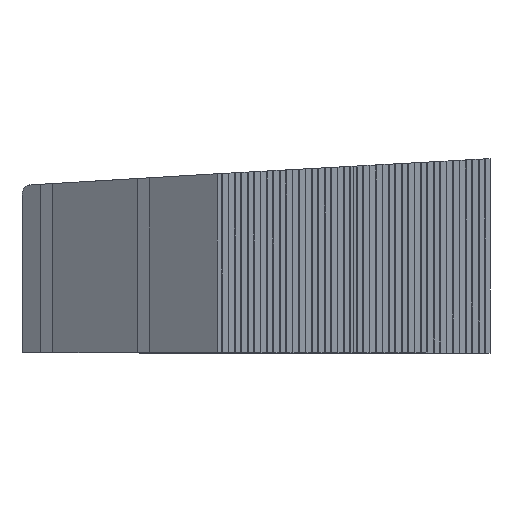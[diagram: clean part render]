
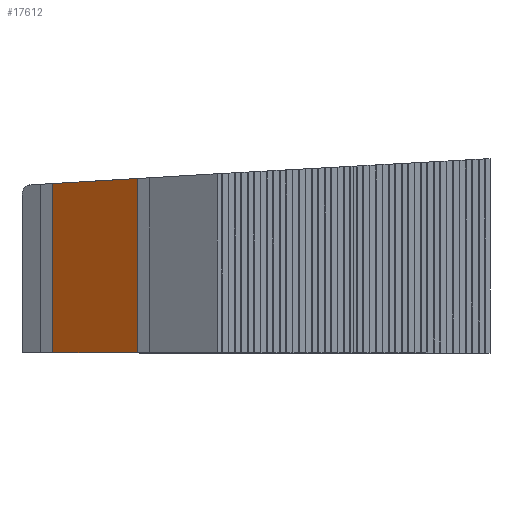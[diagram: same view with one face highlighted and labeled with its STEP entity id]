
A CAD part, top view. The second image highlights one B-rep face of the part: STEP entity #17612.
In plain terms, the highlighted planar face has unit normal (-0.609, 0, 0.793).
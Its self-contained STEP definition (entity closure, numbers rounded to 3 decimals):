
#17435 = VERTEX_POINT('',#17436);
#17436 = CARTESIAN_POINT('',(11056.924,0.,3921.015));
#17445 = PLANE('',#17446);
#17446 = AXIS2_PLACEMENT_3D('',#17447,#17448,#17449);
#17447 = CARTESIAN_POINT('',(10948.006,22.278,
    3853.699));
#17448 = DIRECTION('',(-0.526,0.,0.851)
  );
#17449 = DIRECTION('',(0.851,0.,0.526));
#17456 = PLANE('',#17457);
#17457 = AXIS2_PLACEMENT_3D('',#17458,#17459,#17460);
#17458 = CARTESIAN_POINT('',(0.,0.,-7500.));
#17459 = DIRECTION('',(0.,-1.,-0.));
#17460 = DIRECTION('',(1.,0.,0.));
#17494 = VERTEX_POINT('',#17495);
#17495 = CARTESIAN_POINT('',(11056.924,559.661,
    3921.015));
#17508 = PLANE('',#17509);
#17509 = AXIS2_PLACEMENT_3D('',#17510,#17511,#17512);
#17510 = CARTESIAN_POINT('',(4.895,-84.046,0.));
#17511 = DIRECTION('',(0.058,-0.998,0.));
#17512 = DIRECTION('',(0.,0.,-1.));
#17519 = EDGE_CURVE('',#17435,#17494,#17520,.T.);
#17520 = SURFACE_CURVE('',#17521,(#17525,#17531),.PCURVE_S1.);
#17521 = LINE('',#17522,#17523);
#17522 = CARTESIAN_POINT('',(11056.924,1.04,
    3921.015));
#17523 = VECTOR('',#17524,1.);
#17524 = DIRECTION('',(0.,1.,0.));
#17525 = PCURVE('',#17445,#17526);
#17526 = DEFINITIONAL_REPRESENTATION('',(#17527),#17530);
#17527 = B_SPLINE_CURVE_WITH_KNOTS('',1,(#17528,#17529),.UNSPECIFIED.,
  .F.,.F.,(2,2),(-648.253,702.876),
  .PIECEWISE_BEZIER_KNOTS.);
#17528 = CARTESIAN_POINT('',(128.04,-669.49));
#17529 = CARTESIAN_POINT('',(128.04,681.639));
#17530 = ( GEOMETRIC_REPRESENTATION_CONTEXT(2) 
PARAMETRIC_REPRESENTATION_CONTEXT() REPRESENTATION_CONTEXT('2D SPACE',''
  ) );
#17531 = PCURVE('',#17532,#17537);
#17532 = PLANE('',#17533);
#17533 = AXIS2_PLACEMENT_3D('',#17534,#17535,#17536);
#17534 = CARTESIAN_POINT('',(-6932.039,-20.197,
    -9874.187));
#17535 = DIRECTION('',(0.609,0.,-0.794));
#17536 = DIRECTION('',(0.,-1.,0.));
#17537 = DEFINITIONAL_REPRESENTATION('',(#17538),#17541);
#17538 = B_SPLINE_CURVE_WITH_KNOTS('',1,(#17539,#17540),.UNSPECIFIED.,
  .F.,.F.,(2,2),(-648.253,702.876),
  .PIECEWISE_BEZIER_KNOTS.);
#17539 = CARTESIAN_POINT('',(627.016,-22669.591));
#17540 = CARTESIAN_POINT('',(-724.113,-22669.591));
#17541 = ( GEOMETRIC_REPRESENTATION_CONTEXT(2) 
PARAMETRIC_REPRESENTATION_CONTEXT() REPRESENTATION_CONTEXT('2D SPACE',''
  ) );
#17546 = EDGE_CURVE('',#17547,#17435,#17549,.T.);
#17547 = VERTEX_POINT('',#17548);
#17548 = CARTESIAN_POINT('',(11336.541,0.,4135.445));
#17549 = SURFACE_CURVE('',#17550,(#17554,#17560),.PCURVE_S1.);
#17550 = LINE('',#17551,#17552);
#17551 = CARTESIAN_POINT('',(-4176.297,0.,
    -7760.89));
#17552 = VECTOR('',#17553,1.);
#17553 = DIRECTION('',(-0.794,0.,-0.609));
#17554 = PCURVE('',#17456,#17555);
#17555 = DEFINITIONAL_REPRESENTATION('',(#17556),#17559);
#17556 = B_SPLINE_CURVE_WITH_KNOTS('',1,(#17557,#17558),.UNSPECIFIED.,
  .F.,.F.,(2,2),(-19584.429,-19161.584),
  .PIECEWISE_BEZIER_KNOTS.);
#17557 = CARTESIAN_POINT('',(11364.502,11656.888));
#17558 = CARTESIAN_POINT('',(11028.962,11399.572));
#17559 = ( GEOMETRIC_REPRESENTATION_CONTEXT(2) 
PARAMETRIC_REPRESENTATION_CONTEXT() REPRESENTATION_CONTEXT('2D SPACE',''
  ) );
#17560 = PCURVE('',#17532,#17561);
#17561 = DEFINITIONAL_REPRESENTATION('',(#17562),#17565);
#17562 = B_SPLINE_CURVE_WITH_KNOTS('',1,(#17563,#17564),.UNSPECIFIED.,
  .F.,.F.,(2,2),(-19584.429,-19161.584),
  .PIECEWISE_BEZIER_KNOTS.);
#17563 = CARTESIAN_POINT('',(-20.197,-23057.2));
#17564 = CARTESIAN_POINT('',(-20.197,-22634.354));
#17565 = ( GEOMETRIC_REPRESENTATION_CONTEXT(2) 
PARAMETRIC_REPRESENTATION_CONTEXT() REPRESENTATION_CONTEXT('2D SPACE',''
  ) );
#17602 = PLANE('',#17603);
#17603 = AXIS2_PLACEMENT_3D('',#17604,#17605,#17606);
#17604 = CARTESIAN_POINT('',(10929.395,22.278,
    3883.812));
#17605 = DIRECTION('',(-0.526,0.,0.851)
  );
#17606 = DIRECTION('',(0.851,0.,0.526));
#17612 = ADVANCED_FACE('',(#17613),#17532,.F.);
#17613 = FACE_BOUND('',#17614,.F.);
#17614 = EDGE_LOOP('',(#17615,#17636,#17655,#17656));
#17615 = ORIENTED_EDGE('',*,*,#17616,.F.);
#17616 = EDGE_CURVE('',#17617,#17494,#17619,.T.);
#17617 = VERTEX_POINT('',#17618);
#17618 = CARTESIAN_POINT('',(11336.541,575.947,
    4135.445));
#17619 = SURFACE_CURVE('',#17620,(#17624,#17630),.PCURVE_S1.);
#17620 = LINE('',#17621,#17622);
#17621 = CARTESIAN_POINT('',(-2357.707,-221.651,
    -6366.267));
#17622 = VECTOR('',#17623,1.);
#17623 = DIRECTION('',(-0.793,-0.046,
    -0.608));
#17624 = PCURVE('',#17532,#17625);
#17625 = DEFINITIONAL_REPRESENTATION('',(#17626),#17629);
#17626 = B_SPLINE_CURVE_WITH_KNOTS('',1,(#17627,#17628),.UNSPECIFIED.,
  .F.,.F.,(2,2),(-18108.184,-16598.73),
  .PIECEWISE_BEZIER_KNOTS.);
#17627 = CARTESIAN_POINT('',(-634.572,-23853.423));
#17628 = CARTESIAN_POINT('',(-564.883,-22345.578));
#17629 = ( GEOMETRIC_REPRESENTATION_CONTEXT(2) 
PARAMETRIC_REPRESENTATION_CONTEXT() REPRESENTATION_CONTEXT('2D SPACE',''
  ) );
#17630 = PCURVE('',#17508,#17631);
#17631 = DEFINITIONAL_REPRESENTATION('',(#17632),#17635);
#17632 = B_SPLINE_CURVE_WITH_KNOTS('',1,(#17633,#17634),.UNSPECIFIED.,
  .F.,.F.,(2,2),(-18108.184,-16598.73),
  .PIECEWISE_BEZIER_KNOTS.);
#17633 = CARTESIAN_POINT('',(-4641.416,12011.755));
#17634 = CARTESIAN_POINT('',(-3723.842,10813.209));
#17635 = ( GEOMETRIC_REPRESENTATION_CONTEXT(2) 
PARAMETRIC_REPRESENTATION_CONTEXT() REPRESENTATION_CONTEXT('2D SPACE',''
  ) );
#17636 = ORIENTED_EDGE('',*,*,#17637,.F.);
#17637 = EDGE_CURVE('',#17547,#17617,#17638,.T.);
#17638 = SURFACE_CURVE('',#17639,(#17643,#17649),.PCURVE_S1.);
#17639 = LINE('',#17640,#17641);
#17640 = CARTESIAN_POINT('',(11336.541,1.04,
    4135.445));
#17641 = VECTOR('',#17642,1.);
#17642 = DIRECTION('',(0.,1.,0.));
#17643 = PCURVE('',#17532,#17644);
#17644 = DEFINITIONAL_REPRESENTATION('',(#17645),#17648);
#17645 = B_SPLINE_CURVE_WITH_KNOTS('',1,(#17646,#17647),.UNSPECIFIED.,
  .F.,.F.,(2,2),(-648.253,702.876),
  .PIECEWISE_BEZIER_KNOTS.);
#17646 = CARTESIAN_POINT('',(627.016,-23021.963));
#17647 = CARTESIAN_POINT('',(-724.113,-23021.963));
#17648 = ( GEOMETRIC_REPRESENTATION_CONTEXT(2) 
PARAMETRIC_REPRESENTATION_CONTEXT() REPRESENTATION_CONTEXT('2D SPACE',''
  ) );
#17649 = PCURVE('',#17602,#17650);
#17650 = DEFINITIONAL_REPRESENTATION('',(#17651),#17654);
#17651 = B_SPLINE_CURVE_WITH_KNOTS('',1,(#17652,#17653),.UNSPECIFIED.,
  .F.,.F.,(2,2),(-648.253,702.876),
  .PIECEWISE_BEZIER_KNOTS.);
#17652 = CARTESIAN_POINT('',(478.629,-669.49));
#17653 = CARTESIAN_POINT('',(478.629,681.639));
#17654 = ( GEOMETRIC_REPRESENTATION_CONTEXT(2) 
PARAMETRIC_REPRESENTATION_CONTEXT() REPRESENTATION_CONTEXT('2D SPACE',''
  ) );
#17655 = ORIENTED_EDGE('',*,*,#17546,.T.);
#17656 = ORIENTED_EDGE('',*,*,#17519,.T.);
